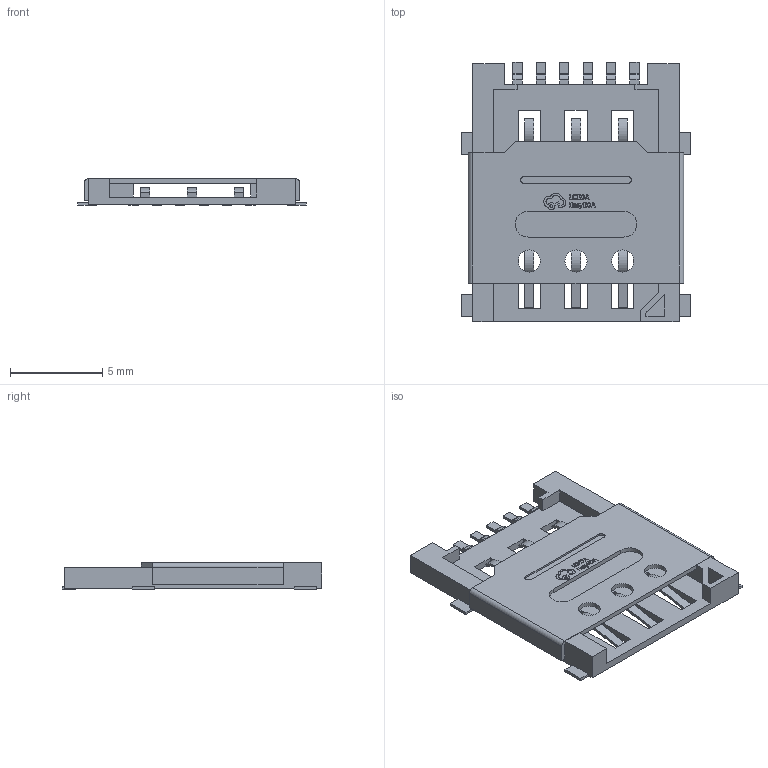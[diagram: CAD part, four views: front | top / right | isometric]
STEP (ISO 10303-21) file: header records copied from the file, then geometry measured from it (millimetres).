
FILE_DESCRIPTION (( 'STEP AP214' ), '1' );
FILE_NAME ('SIM-SMD_XKNANO-1306.step', '2022-07-12T15:35:48', ( '' ), ( '' ), 'SwSTEP 2.0', 'SolidWorks 2020', '' );
FILE_SCHEMA (( 'AUTOMOTIVE_DESIGN' ));
Length unit declared in the file: millimetre
Products named in the file (1): SIM-SMD_XKNANO-1306
Bounding box: 12.4 x 14.1 x 1.45 mm (x, y, z)
Volume: 98.9 mm3; surface area: 583.6 mm2
Topology: 15 solids, 15 shells, 532 faces, 1443 edges, 962 vertices
Faces by surface type: plane 370, bspline 112, cylinder 50
Entity records: 23248 total; most frequent: CARTESIAN_POINT 5042, ORIENTED_EDGE 2886, DIRECTION 2157, EDGE_CURVE 1443, VECTOR 1115, LINE 1115, VERTEX_POINT 962, EDGE_LOOP 585
